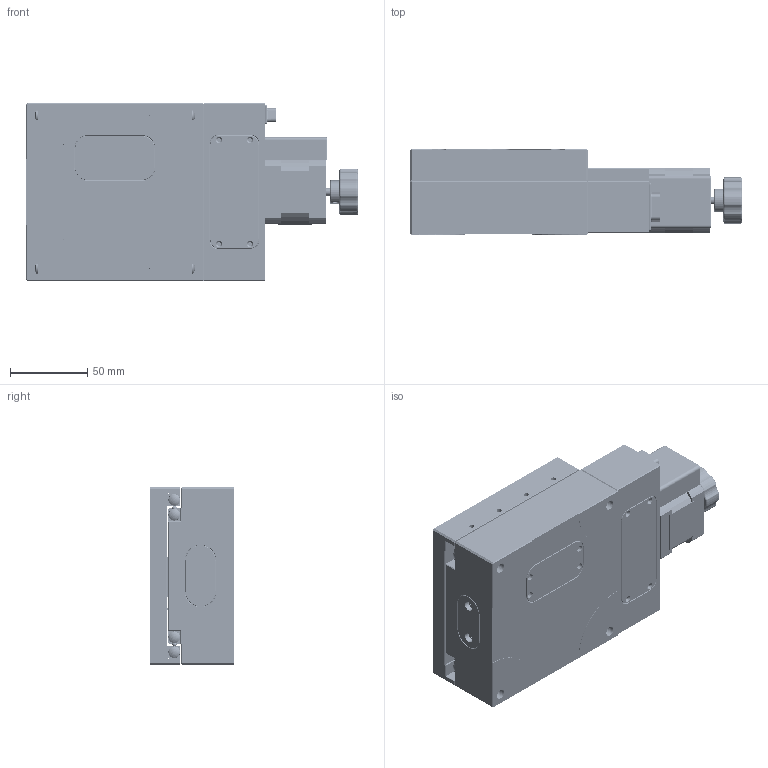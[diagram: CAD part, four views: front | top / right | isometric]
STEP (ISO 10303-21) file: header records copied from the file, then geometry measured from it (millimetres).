
FILE_DESCRIPTION (( 'STEP AP214' ), '1' );
FILE_NAME ('FMS115R-50.STEP', '2023-07-06T01:46:19', ( '微软用户' ), ( '微软中国' ), 'SwSTEP 2.0', 'SolidWorks 2020', '' );
FILE_SCHEMA (( 'AUTOMOTIVE_DESIGN' ));
Length unit declared in the file: millimetre
Products named in the file (1): FMS115R-50
Bounding box: 215 x 55 x 115 mm (x, y, z)
Surface area: 209741.6 mm2 (no closed solid volume)
Topology: 0 solids, 156 shells, 3434 faces, 9150 edges, 5977 vertices
Faces by surface type: plane 1646, cylinder 915, bspline 495, cone 278, torus 68, sphere 32
Entity records: 172342 total; most frequent: CARTESIAN_POINT 51146, ORIENTED_EDGE 17674, DIRECTION 15969, EDGE_CURVE 9064, VERTEX_POINT 5973, AXIS2_PLACEMENT_3D 5446, VECTOR 5077, LINE 5077
